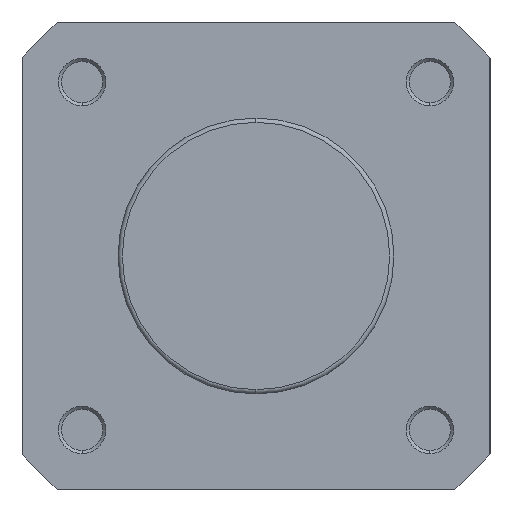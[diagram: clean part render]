
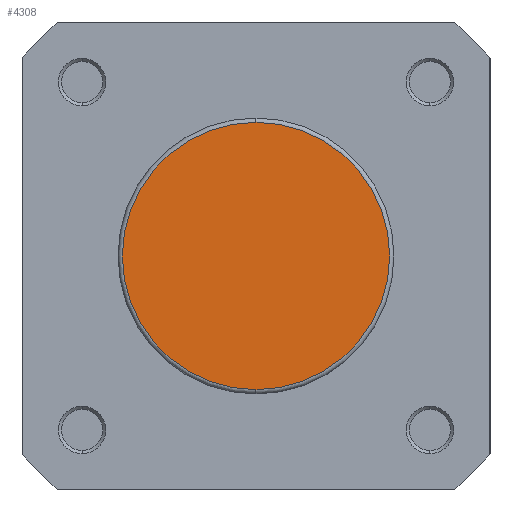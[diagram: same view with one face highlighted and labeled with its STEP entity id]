
A CAD part, left-side view. The second image highlights one B-rep face of the part: STEP entity #4308.
In plain terms, the highlighted planar face has unit normal (-1, 0, 0).
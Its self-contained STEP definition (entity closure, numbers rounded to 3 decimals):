
#290 = DIRECTION ( 'NONE',  ( -1., 0., 0. ) ) ;
#291 = DIRECTION ( 'NONE',  ( 0., 0., -1. ) ) ;
#347 = CARTESIAN_POINT ( 'NONE',  ( 0., 0., 0. ) ) ;
#680 = CARTESIAN_POINT ( 'NONE',  ( 0., 22.4, 0. ) ) ;
#683 = PLANE ( 'NONE',  #6102 ) ;
#684 = DIRECTION ( 'NONE',  ( 1., 0., 0. ) ) ;
#689 = DIRECTION ( 'NONE',  ( 0., 0., -1. ) ) ;
#2164 = CARTESIAN_POINT ( 'NONE',  ( 0., 0., 21.7 ) ) ;
#2165 = CARTESIAN_POINT ( 'NONE',  ( 0., 0., -21.7 ) ) ;
#2604 = DIRECTION ( 'NONE',  ( 0., 0., -1. ) ) ;
#2608 = DIRECTION ( 'NONE',  ( -1., 0., 0. ) ) ;
#2611 = CARTESIAN_POINT ( 'NONE',  ( 0., 0., 0. ) ) ;
#2645 = EDGE_LOOP ( 'NONE', ( #3323, #3321 ) ) ;
#3321 = ORIENTED_EDGE ( 'NONE', *, *, #3741, .T. ) ;
#3323 = ORIENTED_EDGE ( 'NONE', *, *, #5786, .T. ) ;
#3741 = EDGE_CURVE ( 'NONE', #4163, #4162, #4663, .T. ) ;
#4162 = VERTEX_POINT ( 'NONE', #2165 ) ;
#4163 = VERTEX_POINT ( 'NONE', #2164 ) ;
#4308 = ADVANCED_FACE ( 'NONE', ( #4963 ), #683, .F. ) ;
#4619 = AXIS2_PLACEMENT_3D ( 'NONE', #2611, #2608, #2604 ) ;
#4663 = CIRCLE ( 'NONE', #4619, 21.7 ) ;
#4963 = FACE_OUTER_BOUND ( 'NONE', #2645, .T. ) ;
#5321 = CIRCLE ( 'NONE', #6248, 21.7 ) ;
#5786 = EDGE_CURVE ( 'NONE', #4162, #4163, #5321, .T. ) ;
#6102 = AXIS2_PLACEMENT_3D ( 'NONE', #680, #684, #689 ) ;
#6248 = AXIS2_PLACEMENT_3D ( 'NONE', #347, #290, #291 ) ;
